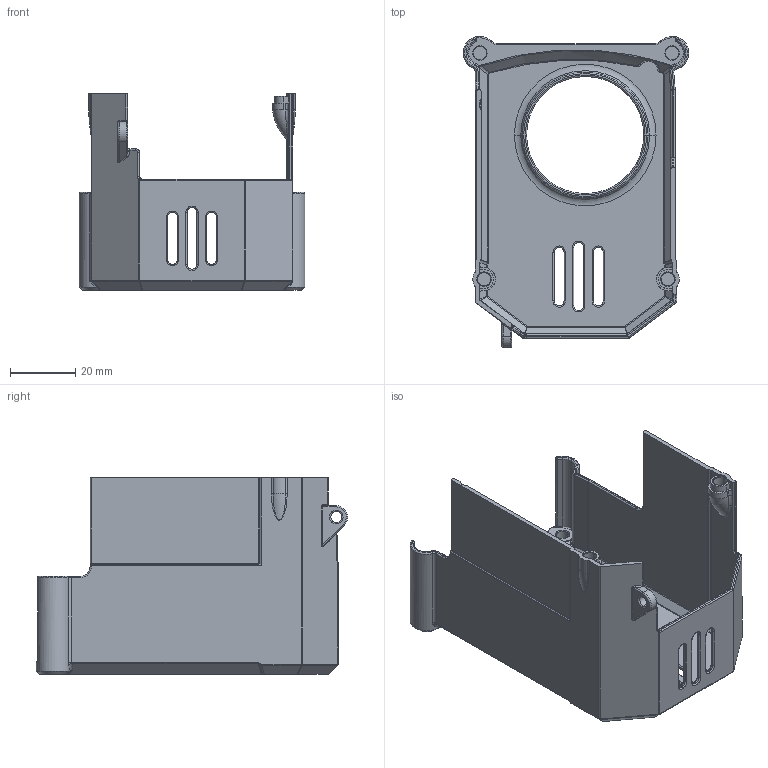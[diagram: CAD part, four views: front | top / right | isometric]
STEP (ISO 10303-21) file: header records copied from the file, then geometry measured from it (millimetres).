
FILE_DESCRIPTION (( 'STEP AP214' ), '1' );
FILE_NAME ('SV08-PZ-Cover.STEP', '2025-01-04T16:30:17', ( '' ), ( '' ), 'SwSTEP 2.0', 'SolidWorks 2022', '' );
FILE_SCHEMA (( 'AUTOMOTIVE_DESIGN' ));
Length unit declared in the file: millimetre
Products named in the file (1): SV08-PZ-Cover
Bounding box: 69.33 x 95.69 x 60.5 mm (x, y, z)
Volume: 20751.2 mm3; surface area: 30998.4 mm2
Topology: 1 solids, 1 shells, 493 faces, 1183 edges, 679 vertices
Faces by surface type: cylinder 203, torus 92, plane 91, bspline 63, sphere 25, cone 19
Entity records: 17037 total; most frequent: CARTESIAN_POINT 5918, DIRECTION 2414, ORIENTED_EDGE 2334, EDGE_CURVE 1167, AXIS2_PLACEMENT_3D 984, VERTEX_POINT 679, CIRCLE 553, EDGE_LOOP 512
